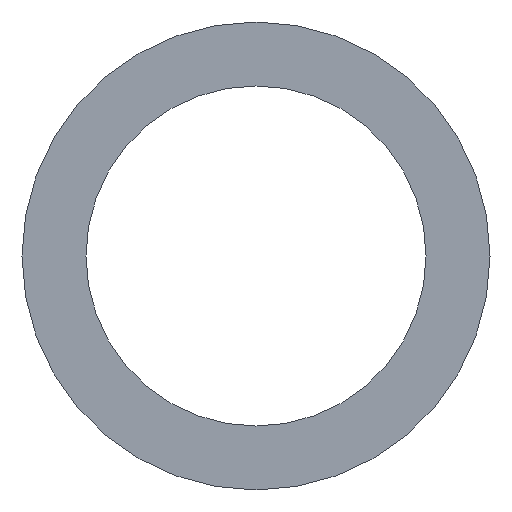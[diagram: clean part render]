
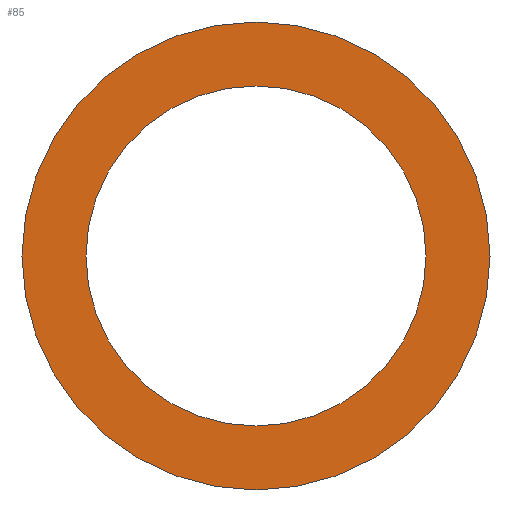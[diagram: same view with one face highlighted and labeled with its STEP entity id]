
A CAD part, left-side view. The second image highlights one B-rep face of the part: STEP entity #85.
In plain terms, the highlighted planar face has unit normal (-1, 0, 0).
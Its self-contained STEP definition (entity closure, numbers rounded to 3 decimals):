
#57 = EDGE_CURVE( '', #101, #97, #128, .T. );
#59 = VERTEX_POINT( '', #130 );
#61 = EDGE_CURVE( '', #89, #59, #132, .T. );
#63 = EDGE_CURVE( '', #59, #89, #134, .T. );
#69 = EDGE_CURVE( '', #97, #101, #141, .T. );
#85 = ADVANCED_FACE( '', ( #158, #159 ), #160, .F. );
#89 = VERTEX_POINT( '', #166 );
#97 = VERTEX_POINT( '', #175 );
#101 = VERTEX_POINT( '', #179 );
#128 = CIRCLE( '', #198, 177.5 );
#130 = CARTESIAN_POINT( '', ( 0., 0., 129. ) );
#132 = CIRCLE( '', #203, 129. );
#134 = CIRCLE( '', #206, 129. );
#141 = CIRCLE( '', #215, 177.5 );
#158 = FACE_OUTER_BOUND( '', #238, .T. );
#159 = FACE_BOUND( '', #239, .T. );
#160 = PLANE( '', #240 );
#166 = CARTESIAN_POINT( '', ( 0., 0., -129. ) );
#175 = CARTESIAN_POINT( '', ( 0., 0., -177.5 ) );
#179 = CARTESIAN_POINT( '', ( 0., 0., 177.5 ) );
#198 = AXIS2_PLACEMENT_3D( '', #276, #277, #278 );
#203 = AXIS2_PLACEMENT_3D( '', #279, #280, #281 );
#206 = AXIS2_PLACEMENT_3D( '', #282, #283, #284 );
#215 = AXIS2_PLACEMENT_3D( '', #296, #297, #298 );
#238 = EDGE_LOOP( '', ( #316, #317 ) );
#239 = EDGE_LOOP( '', ( #318, #319 ) );
#240 = AXIS2_PLACEMENT_3D( '', #320, #321, #322 );
#276 = CARTESIAN_POINT( '', ( 0., 0., 0. ) );
#277 = DIRECTION( '', ( 1., 0., 0. ) );
#278 = DIRECTION( '', ( 0., 0., -1. ) );
#279 = CARTESIAN_POINT( '', ( 0., 0., 0. ) );
#280 = DIRECTION( '', ( 1., 0., 0. ) );
#281 = DIRECTION( '', ( 0., 0., -1. ) );
#282 = CARTESIAN_POINT( '', ( 0., 0., 0. ) );
#283 = DIRECTION( '', ( 1., 0., 0. ) );
#284 = DIRECTION( '', ( 0., 0., -1. ) );
#296 = CARTESIAN_POINT( '', ( 0., 0., 0. ) );
#297 = DIRECTION( '', ( 1., 0., 0. ) );
#298 = DIRECTION( '', ( 0., 0., -1. ) );
#316 = ORIENTED_EDGE( '', *, *, #69, .F. );
#317 = ORIENTED_EDGE( '', *, *, #57, .F. );
#318 = ORIENTED_EDGE( '', *, *, #61, .T. );
#319 = ORIENTED_EDGE( '', *, *, #63, .T. );
#320 = CARTESIAN_POINT( '', ( 0., 0., 0. ) );
#321 = DIRECTION( '', ( 1., 0., 0. ) );
#322 = DIRECTION( '', ( 0., 0., -1. ) );
